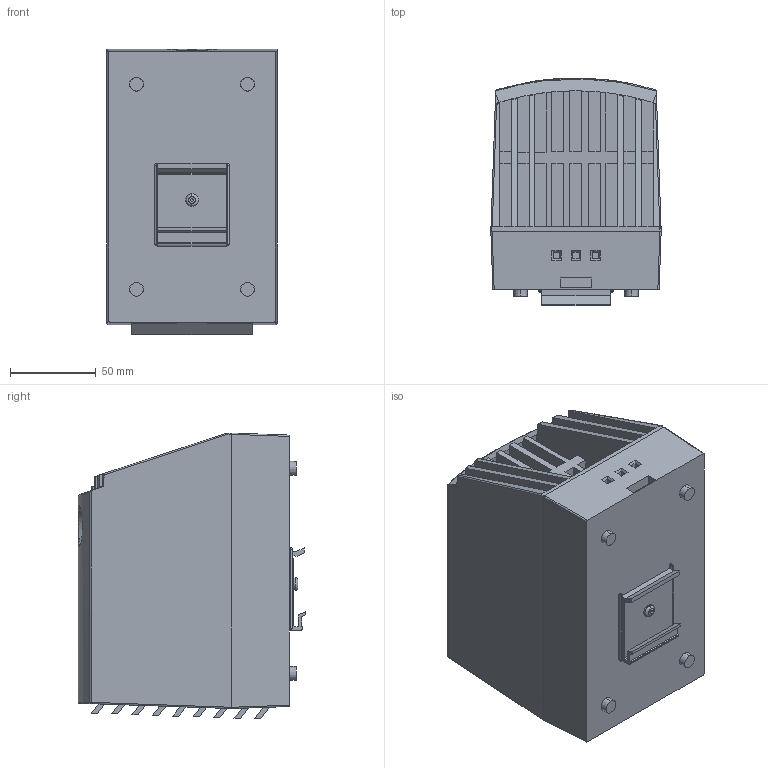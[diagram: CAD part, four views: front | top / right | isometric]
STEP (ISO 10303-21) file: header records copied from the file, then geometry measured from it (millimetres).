
FILE_DESCRIPTION (( 'STEP AP214' ), '1' );
FILE_NAME ('027019-00.STEP', '2014-06-25T16:07:06', ( '' ), ( '' ), 'SwSTEP 2.0', 'SolidWorks 2013', '' );
FILE_SCHEMA (( 'AUTOMOTIVE_DESIGN' ));
Length unit declared in the file: inch
Products named in the file (1): 027019-00
Bounding box: 99.57 x 133.18 x 167.1 mm (x, y, z)
Volume: 1568638.6 mm3; surface area: 150957.5 mm2
Topology: 1 solids, 1 shells, 348 faces, 916 edges, 598 vertices
Faces by surface type: plane 254, cylinder 41, bspline 26, cone 15, torus 10, sphere 2
Entity records: 15141 total; most frequent: CARTESIAN_POINT 3061, ORIENTED_EDGE 1828, DIRECTION 1551, EDGE_CURVE 914, LINE 709, VECTOR 709, VERTEX_POINT 597, AXIS2_PLACEMENT_3D 421
